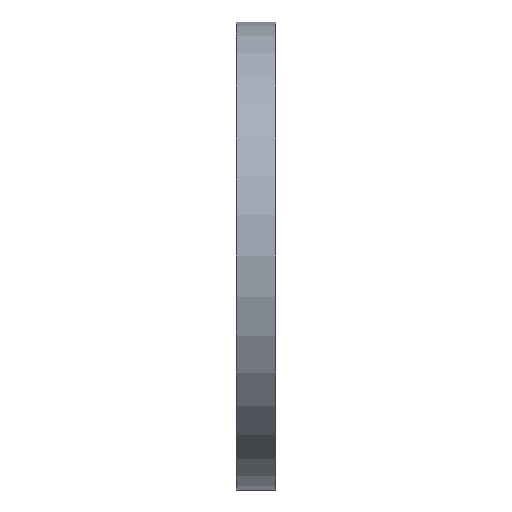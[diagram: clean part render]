
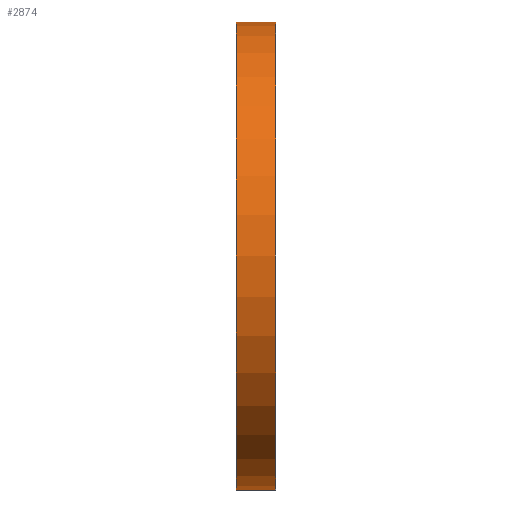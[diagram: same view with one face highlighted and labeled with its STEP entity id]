
A CAD part, left-side view. The second image highlights one B-rep face of the part: STEP entity #2874.
In plain terms, the highlighted cylindrical face has radius 60 mm (diameter 120 mm), a partial arc.
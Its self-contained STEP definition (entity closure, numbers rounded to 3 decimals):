
#608 = ORIENTED_EDGE ( 'NONE', *, *, #12149, .T. ) ;
#923 = DIRECTION ( 'NONE',  ( 0., 0., 1. ) ) ;
#1250 = CARTESIAN_POINT ( 'NONE',  ( 0., 10., 0. ) ) ;
#1763 = EDGE_CURVE ( 'NONE', #11291, #7637, #6912, .T. ) ;
#2464 = LINE ( 'NONE', #5321, #6761 ) ;
#2874 = ADVANCED_FACE ( 'NONE', ( #7539 ), #6585, .T. ) ;
#2906 = VERTEX_POINT ( 'NONE', #9676 ) ;
#3567 = ORIENTED_EDGE ( 'NONE', *, *, #6213, .F. ) ;
#3573 = CIRCLE ( 'NONE', #5338, 60. ) ;
#4092 = CARTESIAN_POINT ( 'NONE',  ( 0., 10., -60. ) ) ;
#5090 = LINE ( 'NONE', #7861, #9688 ) ;
#5219 = VERTEX_POINT ( 'NONE', #12153 ) ;
#5321 = CARTESIAN_POINT ( 'NONE',  ( 0., 10., 60. ) ) ;
#5338 = AXIS2_PLACEMENT_3D ( 'NONE', #5909, #6889, #923 ) ;
#5909 = CARTESIAN_POINT ( 'NONE',  ( 0., 0., 0. ) ) ;
#6213 = EDGE_CURVE ( 'NONE', #7637, #2906, #2464, .T. ) ;
#6219 = CARTESIAN_POINT ( 'NONE',  ( 0., 10., 60. ) ) ;
#6255 = ORIENTED_EDGE ( 'NONE', *, *, #1763, .F. ) ;
#6504 = DIRECTION ( 'NONE',  ( 0., -1., 0. ) ) ;
#6585 = CYLINDRICAL_SURFACE ( 'NONE', #12753, 60. ) ;
#6675 = DIRECTION ( 'NONE',  ( 0., 1., 0. ) ) ;
#6724 = DIRECTION ( 'NONE',  ( 0., 0., 1. ) ) ;
#6761 = VECTOR ( 'NONE', #6504, 1000. ) ;
#6889 = DIRECTION ( 'NONE',  ( 0., 1., 0. ) ) ;
#6912 = CIRCLE ( 'NONE', #12828, 60. ) ;
#7422 = EDGE_CURVE ( 'NONE', #5219, #2906, #3573, .T. ) ;
#7539 = FACE_OUTER_BOUND ( 'NONE', #12698, .T. ) ;
#7628 = DIRECTION ( 'NONE',  ( 0., -1., 0. ) ) ;
#7637 = VERTEX_POINT ( 'NONE', #6219 ) ;
#7861 = CARTESIAN_POINT ( 'NONE',  ( 0., 10., -60. ) ) ;
#9614 = CARTESIAN_POINT ( 'NONE',  ( 0., 10., 0. ) ) ;
#9676 = CARTESIAN_POINT ( 'NONE',  ( 0., 0., 60. ) ) ;
#9688 = VECTOR ( 'NONE', #11997, 1000. ) ;
#11010 = ORIENTED_EDGE ( 'NONE', *, *, #7422, .T. ) ;
#11291 = VERTEX_POINT ( 'NONE', #4092 ) ;
#11671 = DIRECTION ( 'NONE',  ( 0., 0., -1. ) ) ;
#11997 = DIRECTION ( 'NONE',  ( 0., -1., 0. ) ) ;
#12149 = EDGE_CURVE ( 'NONE', #11291, #5219, #5090, .T. ) ;
#12153 = CARTESIAN_POINT ( 'NONE',  ( 0., 0., -60. ) ) ;
#12698 = EDGE_LOOP ( 'NONE', ( #3567, #6255, #608, #11010 ) ) ;
#12753 = AXIS2_PLACEMENT_3D ( 'NONE', #1250, #7628, #11671 ) ;
#12828 = AXIS2_PLACEMENT_3D ( 'NONE', #9614, #6675, #6724 ) ;
